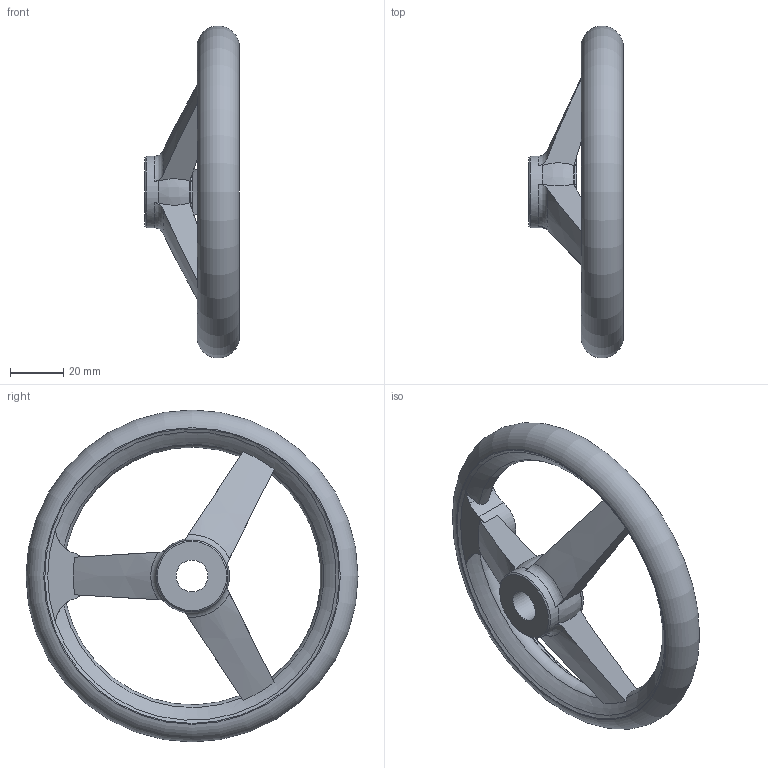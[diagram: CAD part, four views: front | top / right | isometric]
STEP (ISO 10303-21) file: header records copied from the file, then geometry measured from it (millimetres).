
FILE_DESCRIPTION( ( 'STEP AP203' ), ' ' );
FILE_NAME( 'Stainless Steel-Handwheel GN 950.6-125-B12-A.stp', '2015-09-15T09:17:33', ( '' ), ( '' ), ' ', 'PARTsolutions', ' ' );
FILE_SCHEMA( ( 'CONFIG_CONTROL_DESIGN' ) );
Length unit declared in the file: millimetre
Products named in the file (1): _Stainless Steel-Handwheel GN 950.6-125-B12-A
Bounding box: 35.5 x 124.95 x 124.95 mm (x, y, z)
Volume: 79390.1 mm3; surface area: 24131.8 mm2
Topology: 1 solids, 1 shells, 54 faces, 167 edges, 109 vertices
Faces by surface type: torus 17, cone 13, cylinder 11, plane 10, bspline 3
Full cylindrical faces by diameter (mm): 12 x1, 27 x2, 108.98 x1
Entity records: 2261 total; most frequent: CARTESIAN_POINT 899, ORIENTED_EDGE 298, DIRECTION 244, EDGE_CURVE 149, AXIS2_PLACEMENT_3D 111, VERTEX_POINT 104, B_SPLINE_CURVE_WITH_KNOTS 67, EDGE_LOOP 66
